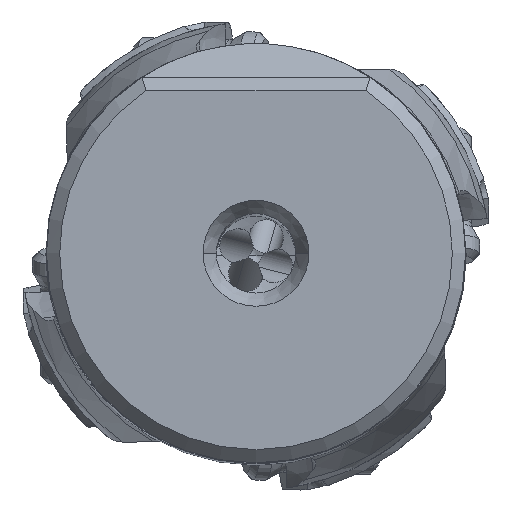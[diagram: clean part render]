
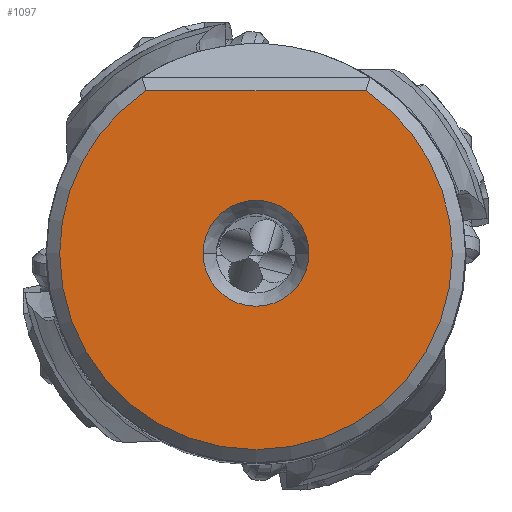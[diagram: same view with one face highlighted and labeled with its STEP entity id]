
A CAD part, top view. The second image highlights one B-rep face of the part: STEP entity #1097.
In plain terms, the highlighted planar face has unit normal (0, 0, 1).
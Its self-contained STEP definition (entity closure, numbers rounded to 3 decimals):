
#1097=ADVANCED_FACE('',(#1529,#1530),#1448,.T.);
#1448=PLANE('',#7094);
#1529=FACE_BOUND('',#1559,.T.);
#1530=FACE_BOUND('',#1560,.T.);
#1559=EDGE_LOOP('',(#2397,#2398,#2399,#2400));
#1560=EDGE_LOOP('',(#2401,#2402));
#1925=LINE('',#9888,#2161);
#2161=VECTOR('',#7969,1.);
#2397=ORIENTED_EDGE('',*,*,#5298,.F.);
#2398=ORIENTED_EDGE('',*,*,#5299,.F.);
#2399=ORIENTED_EDGE('',*,*,#5300,.F.);
#2400=ORIENTED_EDGE('',*,*,#5301,.F.);
#2401=ORIENTED_EDGE('',*,*,#5302,.F.);
#2402=ORIENTED_EDGE('',*,*,#5303,.F.);
#4559=VERTEX_POINT('',#9882);
#4560=VERTEX_POINT('',#9883);
#4561=VERTEX_POINT('',#9885);
#4562=VERTEX_POINT('',#9887);
#4563=VERTEX_POINT('',#9890);
#4564=VERTEX_POINT('',#9891);
#5298=EDGE_CURVE('',#4559,#4560,#6379,.T.);
#5299=EDGE_CURVE('',#4561,#4559,#6380,.T.);
#5300=EDGE_CURVE('',#4562,#4561,#6381,.T.);
#5301=EDGE_CURVE('',#4560,#4562,#1925,.T.);
#5302=EDGE_CURVE('',#4563,#4564,#6382,.T.);
#5303=EDGE_CURVE('',#4564,#4563,#6383,.T.);
#6379=CIRCLE('',#7089,14.836);
#6380=CIRCLE('',#7090,14.836);
#6381=CIRCLE('',#7091,14.836);
#6382=CIRCLE('',#7092,4.);
#6383=CIRCLE('',#7093,4.);
#7089=AXIS2_PLACEMENT_3D('',#9881,#7963,#7964);
#7090=AXIS2_PLACEMENT_3D('',#9884,#7965,#7966);
#7091=AXIS2_PLACEMENT_3D('',#9886,#7967,#7968);
#7092=AXIS2_PLACEMENT_3D('',#9889,#7970,#7971);
#7093=AXIS2_PLACEMENT_3D('',#9892,#7972,#7973);
#7094=AXIS2_PLACEMENT_3D('',#9893,#7974,#7975);
#7963=DIRECTION('',(0.,0.,-1.));
#7964=DIRECTION('',(-1.,0.,0.));
#7965=DIRECTION('',(0.,0.,-1.));
#7966=DIRECTION('',(1.,0.,0.));
#7967=DIRECTION('',(0.,0.,-1.));
#7968=DIRECTION('',(0.561,0.828,0.));
#7969=DIRECTION('',(1.,0.,0.));
#7970=DIRECTION('',(0.,0.,1.));
#7971=DIRECTION('',(-1.,0.,0.));
#7972=DIRECTION('',(0.,0.,1.));
#7973=DIRECTION('',(1.,0.,0.));
#7974=DIRECTION('',(0.,0.,1.));
#7975=DIRECTION('',(1.,0.,0.));
#9881=CARTESIAN_POINT('',(0.,0.,0.));
#9882=CARTESIAN_POINT('',(-14.836,0.,0.));
#9883=CARTESIAN_POINT('',(-8.318,12.285,0.));
#9884=CARTESIAN_POINT('',(0.,0.,0.));
#9885=CARTESIAN_POINT('',(14.836,0.,0.));
#9886=CARTESIAN_POINT('',(0.,0.,0.));
#9887=CARTESIAN_POINT('',(8.318,12.285,0.));
#9888=CARTESIAN_POINT('',(-8.318,12.285,0.));
#9889=CARTESIAN_POINT('',(0.,0.,0.));
#9890=CARTESIAN_POINT('',(-4.,0.,0.));
#9891=CARTESIAN_POINT('',(4.,0.,0.));
#9892=CARTESIAN_POINT('',(0.,0.,0.));
#9893=CARTESIAN_POINT('',(-0.001,-1.276,0.));
